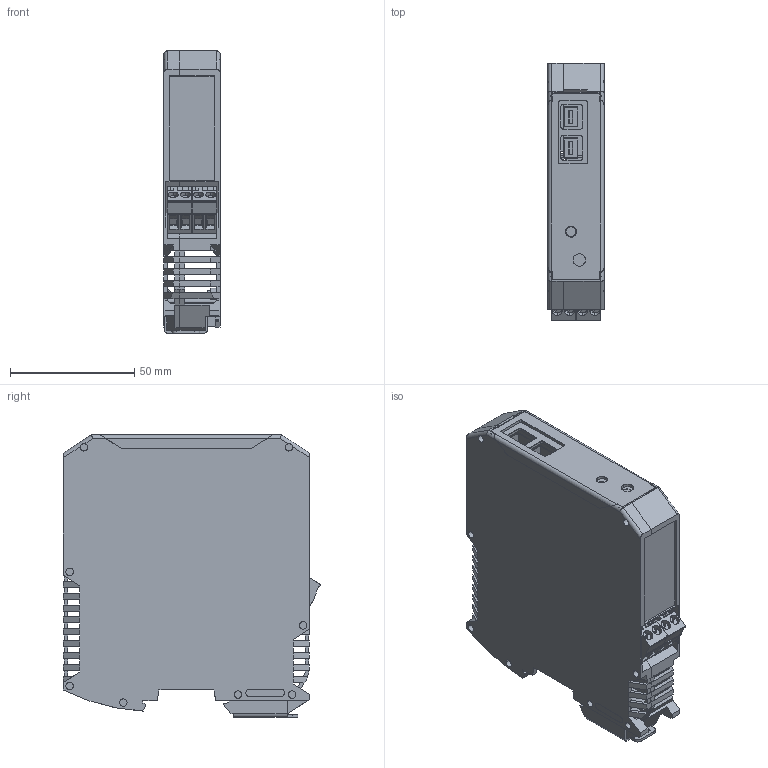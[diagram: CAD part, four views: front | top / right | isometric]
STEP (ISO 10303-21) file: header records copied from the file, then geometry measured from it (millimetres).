
FILE_DESCRIPTION((''),'2;1');
FILE_NAME('DM_CAD-1762A_ASM','2016-03-02T',('Creinig-se'),(''),'PRO/ENGINEER BY PARAMETRIC TECHNOLOGY CORPORATION, 2013050','PRO/ENGINEER BY PARAMETRIC TECHNOLOGY CORPORATION, 2013050','');
FILE_SCHEMA(('CONFIG_CONTROL_DESIGN'));
Length unit declared in the file: millimetre
Products named in the file (20): DM_CAD-1762A_696; DM_CAD-1762A_697; DM_CAD-1762A_698; DM_CAD-1762A_699; DM_CAD-1762A_787; DM_CAD-1762A_789; DM_CAD-1762A_703; DM_CAD-1762A_791; DM_CAD-1762A_45909; DM_CAD-1762A_45910; DM_CAD-1762A_45911; DM_CAD-1762A_45912; DM_CAD-1762A_705_ASM; DM_CAD-1762A_793; DM_CAD-1762A_794; DM_CAD-1762A_795; DM_CAD-1762A_796; DM_CAD-1762A_797; DM_CAD-1762A_798; DM_CAD-1762A_ASM
Assembly tree (22 placements, depth 3):
  DM_CAD-1762A_ASM
    DM_CAD-1762A_696  x2
    DM_CAD-1762A_697
    DM_CAD-1762A_698
    DM_CAD-1762A_699
    DM_CAD-1762A_787
    DM_CAD-1762A_789
    DM_CAD-1762A_703  x2
    DM_CAD-1762A_791
    DM_CAD-1762A_705_ASM  x2
      DM_CAD-1762A_45909
      DM_CAD-1762A_45910
      DM_CAD-1762A_45911
      DM_CAD-1762A_45912
    DM_CAD-1762A_793
    DM_CAD-1762A_794
    DM_CAD-1762A_795
    DM_CAD-1762A_796
    DM_CAD-1762A_797
    DM_CAD-1762A_798
Bounding box: 22.6 x 103.48 x 113.6 mm (x, y, z)
Volume: 48883.5 mm3; surface area: 72508.9 mm2
Topology: 24 solids, 24 shells, 1263 faces, 3521 edges, 2314 vertices
Faces by surface type: plane 946, cylinder 311, torus 4, cone 2
Entity records: 48466 total; most frequent: CARTESIAN_POINT 7183, ORIENTED_EDGE 6802, DIRECTION 6480, EDGE_CURVE 3401, PRESENTATION_STYLE_ASSIGNMENT 2927, STYLED_ITEM 2927, CURVE_STYLE 2907, VECTOR 2772
